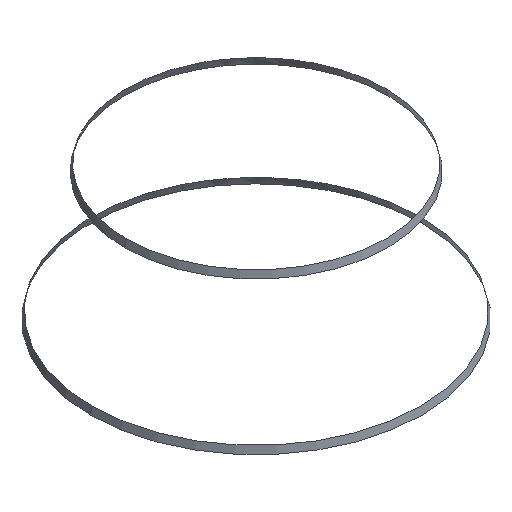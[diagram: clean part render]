
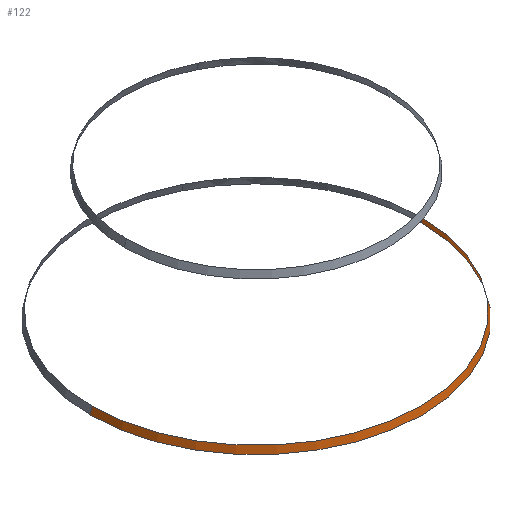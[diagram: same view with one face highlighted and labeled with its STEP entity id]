
A CAD part, isometric view. The second image highlights one B-rep face of the part: STEP entity #122.
In plain terms, the highlighted conical face has half-angle 14.995 degrees and reference radius 110.268 mm.
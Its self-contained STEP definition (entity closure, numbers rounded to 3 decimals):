
#71=CARTESIAN_POINT('Vertex',(-110.268,0.,55.)) ;
#75=CARTESIAN_POINT('Control Point',(-110.268,0.,55.)) ;
#76=CARTESIAN_POINT('Control Point',(-109.664,0.,57.253)) ;
#77=CARTESIAN_POINT('Control Point',(-109.061,0.,59.506)) ;
#78=CARTESIAN_POINT('Vertex',(-109.061,0.,59.506)) ;
#93=CARTESIAN_POINT('Axis2P3D Location',(0.,0.,55.)) ;
#98=CARTESIAN_POINT('Axis2P3D Location',(0.,0.,55.)) ;
#102=CARTESIAN_POINT('Vertex',(110.268,0.,55.)) ;
#106=CARTESIAN_POINT('Control Point',(110.268,0.,55.)) ;
#107=CARTESIAN_POINT('Control Point',(109.061,0.,59.506)) ;
#108=CARTESIAN_POINT('Vertex',(109.061,0.,59.506)) ;
#111=CARTESIAN_POINT('Axis2P3D Location',(0.,0.,59.506)) ;
#94=DIRECTION('Axis2P3D Direction',(0.,0.,-1.)) ;
#95=DIRECTION('Axis2P3D XDirection',(-1.,0.,0.)) ;
#99=DIRECTION('Axis2P3D Direction',(0.,0.,1.)) ;
#112=DIRECTION('Axis2P3D Direction',(0.,0.,1.)) ;
#96=AXIS2_PLACEMENT_3D('Cone Axis2P3D',#93,#94,#95) ;
#100=AXIS2_PLACEMENT_3D('Circle Axis2P3D',#98,#99,$) ;
#113=AXIS2_PLACEMENT_3D('Circle Axis2P3D',#111,#112,$) ;
#117=ORIENTED_EDGE('',*,*,#80,.F.) ;
#118=ORIENTED_EDGE('',*,*,#104,.T.) ;
#119=ORIENTED_EDGE('',*,*,#110,.T.) ;
#120=ORIENTED_EDGE('',*,*,#115,.F.) ;
#122=ADVANCED_FACE('Anillo_1',(#121),#97,.T.) ;
#74=B_SPLINE_CURVE_WITH_KNOTS('',2,(#75,#76,#77),.UNSPECIFIED.,.F.,.U.,(3,3),(-2.333,2.333),.UNSPECIFIED.) ;
#105=B_SPLINE_CURVE_WITH_KNOTS('',1,(#106,#107),.UNSPECIFIED.,.F.,.U.,(2,2),(-2.333,2.333),.UNSPECIFIED.) ;
#101=CIRCLE('generated circle',#100,110.268) ;
#114=CIRCLE('generated circle',#113,109.061) ;
#97=CONICAL_SURFACE('Cone',#96,110.268,0.262) ;
#80=EDGE_CURVE('',#72,#79,#74,.T.) ;
#104=EDGE_CURVE('',#72,#103,#101,.T.) ;
#110=EDGE_CURVE('',#103,#109,#105,.T.) ;
#115=EDGE_CURVE('',#79,#109,#114,.T.) ;
#116=EDGE_LOOP('',(#117,#118,#119,#120)) ;
#121=FACE_OUTER_BOUND('',#116,.T.) ;
#72=VERTEX_POINT('',#71) ;
#79=VERTEX_POINT('',#78) ;
#103=VERTEX_POINT('',#102) ;
#109=VERTEX_POINT('',#108) ;
